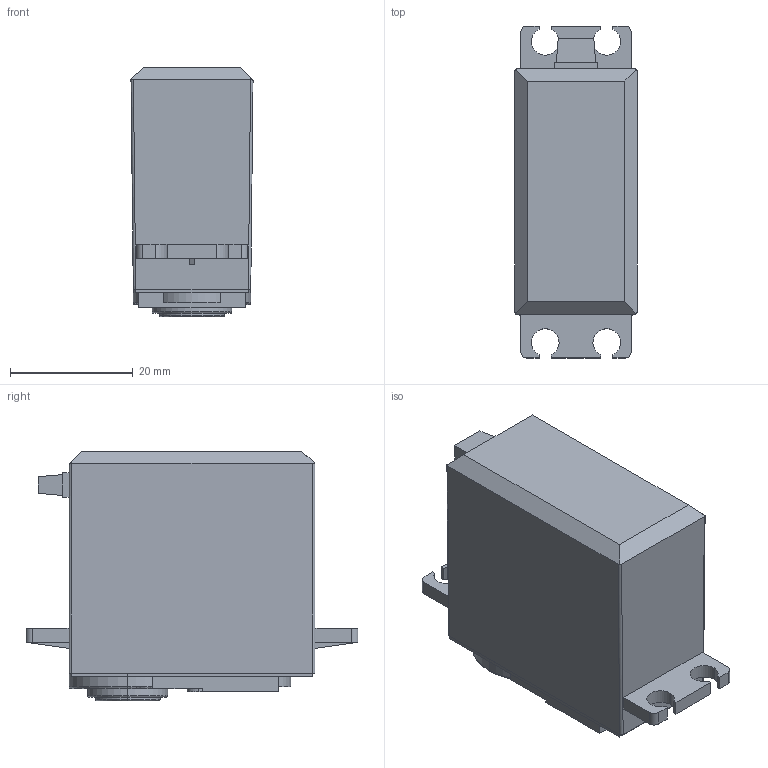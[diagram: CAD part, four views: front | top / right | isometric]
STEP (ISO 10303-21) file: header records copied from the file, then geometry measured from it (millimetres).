
FILE_DESCRIPTION (( 'STEP AP203' ), '1' );
FILE_NAME ('Pieza1_Predeterminado_sldprt.STEP', '2023-03-14T16:36:10', ( '' ), ( '' ), 'SwSTEP 2.0', 'SolidWorks 2022', '' );
FILE_SCHEMA (( 'CONFIG_CONTROL_DESIGN' ));
Length unit declared in the file: millimetre
Products named in the file (1): Pieza1_Predeterminado_sldprt
Bounding box: 19.86 x 54 x 40.6 mm (x, y, z)
Volume: 30432.7 mm3; surface area: 7736.3 mm2
Topology: 3 solids, 3 shells, 130 faces, 329 edges, 216 vertices
Faces by surface type: plane 84, cylinder 39, torus 7
Entity records: 3983 total; most frequent: CARTESIAN_POINT 734, ORIENTED_EDGE 658, DIRECTION 656, EDGE_CURVE 329, VECTOR 228, LINE 228, VERTEX_POINT 216, AXIS2_PLACEMENT_3D 214
